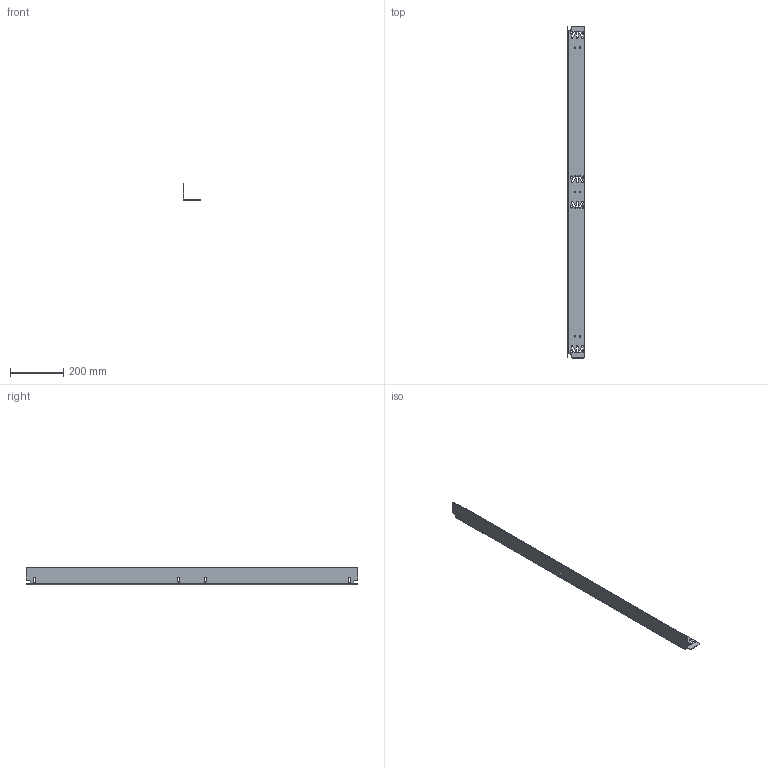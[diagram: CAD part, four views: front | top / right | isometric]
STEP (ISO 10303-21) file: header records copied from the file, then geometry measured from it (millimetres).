
FILE_DESCRIPTION((''),'2;1');
FILE_NAME('156645_SW','2011-04-06T',('banengservice'),('BANNER ENGINEERING'),'PRO/ENGINEER BY PARAMETRIC TECHNOLOGY CORPORATION, 2009141','PRO/ENGINEER BY PARAMETRIC TECHNOLOGY CORPORATION, 2009141','');
FILE_SCHEMA(('CONFIG_CONTROL_DESIGN'));
Length unit declared in the file: inch
Products named in the file (1): 156645_SW
Bounding box: 67.7 x 1250 x 65 mm (x, y, z)
Volume: 415743.2 mm3; surface area: 323407.7 mm2
Topology: 1 solids, 1 shells, 160 faces, 448 edges, 296 vertices
Faces by surface type: cylinder 86, plane 74
Entity records: 5360 total; most frequent: DIRECTION 940, CARTESIAN_POINT 904, ORIENTED_EDGE 896, EDGE_CURVE 448, AXIS2_PLACEMENT_3D 332, VERTEX_POINT 296, VECTOR 276, LINE 276
